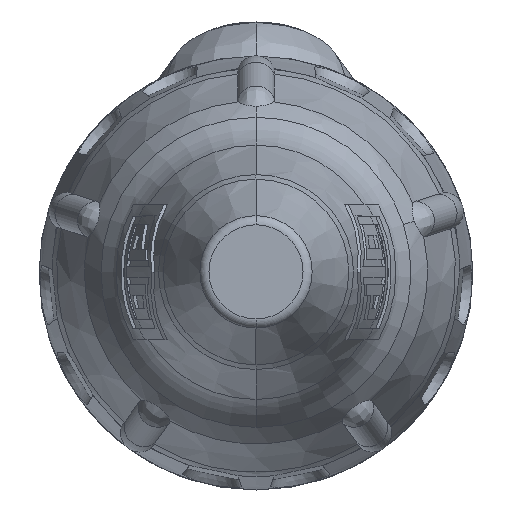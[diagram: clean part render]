
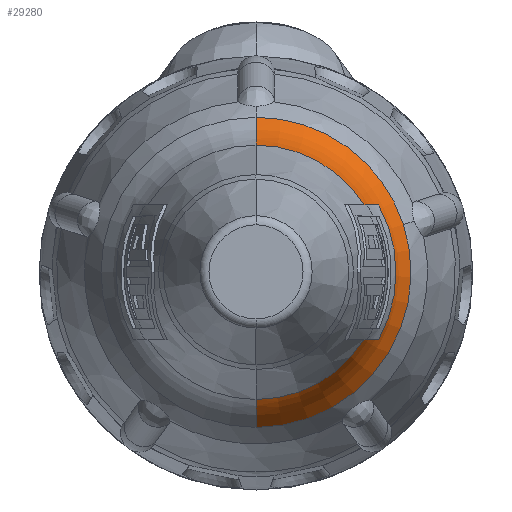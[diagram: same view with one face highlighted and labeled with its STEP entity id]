
A CAD part, top view. The second image highlights one B-rep face of the part: STEP entity #29280.
In plain terms, the highlighted toroidal (fillet/blend) face has major radius 14.426 mm and minor radius 8 mm.
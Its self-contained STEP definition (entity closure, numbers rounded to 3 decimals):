
#5362=CARTESIAN_POINT('',(0.,0.,39.566));
#5363=DIRECTION('',(0.,0.,1.));
#5364=DIRECTION('',(0.,-1.,0.));
#5365=AXIS2_PLACEMENT_3D('',#5362,#5363,#5364);
#5507=CARTESIAN_POINT('',(0.,0.,41.159));
#5508=DIRECTION('',(0.,0.,1.));
#5509=DIRECTION('',(0.87,-0.493,0.));
#5510=AXIS2_PLACEMENT_3D('',#5507,#5508,#5509);
#5512=CARTESIAN_POINT('',(5.617,3.509,42.669));
#5513=CARTESIAN_POINT('',(5.662,3.509,42.501));
#5514=CARTESIAN_POINT('',(5.764,3.509,42.166));
#5515=CARTESIAN_POINT('',(5.959,3.509,41.661));
#5516=CARTESIAN_POINT('',(6.117,3.509,41.326));
#5517=CARTESIAN_POINT('',(6.203,3.509,41.159));
#5519=CARTESIAN_POINT('',(0.,14.426,44.433));
#5520=DIRECTION('',(1.,0.,0.));
#5521=DIRECTION('',(0.,-0.975,-0.221));
#5522=AXIS2_PLACEMENT_3D('',#5519,#5520,#5521);
#5524=CARTESIAN_POINT('',(0.,0.,39.566));
#5525=DIRECTION('',(0.,0.,-1.));
#5526=DIRECTION('',(0.,1.,0.));
#5527=AXIS2_PLACEMENT_3D('',#5524,#5525,#5526);
#5529=CARTESIAN_POINT('',(0.,-14.426,44.433));
#5530=DIRECTION('',(-1.,0.,0.));
#5531=DIRECTION('',(0.,0.975,-0.221));
#5532=AXIS2_PLACEMENT_3D('',#5529,#5530,#5531);
#5534=CARTESIAN_POINT('',(6.202,-3.512,41.159));
#5535=CARTESIAN_POINT('',(6.115,-3.512,41.326));
#5536=CARTESIAN_POINT('',(5.957,-3.512,41.661));
#5537=CARTESIAN_POINT('',(5.762,-3.512,42.166));
#5538=CARTESIAN_POINT('',(5.66,-3.512,42.501));
#5539=CARTESIAN_POINT('',(5.615,-3.512,42.669));
#5906=CARTESIAN_POINT('',(5.615,-3.512,42.669));
#5908=CARTESIAN_POINT('',(0.,0.,42.669));
#5909=DIRECTION('',(0.,0.,1.));
#5910=DIRECTION('',(0.,-1.,0.));
#5911=AXIS2_PLACEMENT_3D('',#5908,#5909,#5910);
#5926=CARTESIAN_POINT('',(0.,0.,42.669));
#5927=DIRECTION('',(0.,0.,1.));
#5928=DIRECTION('',(0.848,0.53,0.));
#5929=AXIS2_PLACEMENT_3D('',#5926,#5927,#5928);
#5931=CARTESIAN_POINT('',(5.617,3.509,42.669));
#20482=VERTEX_POINT('',#5906);
#20489=VERTEX_POINT('',#5931);
#20555=CARTESIAN_POINT('',(0.,6.623,42.669));
#20556=CARTESIAN_POINT('',(0.,8.076,39.566));
#20557=VERTEX_POINT('',#20555);
#20558=VERTEX_POINT('',#20556);
#20559=CARTESIAN_POINT('',(0.,-6.623,42.669));
#20560=CARTESIAN_POINT('',(0.,-8.076,39.566));
#20561=VERTEX_POINT('',#20559);
#20562=VERTEX_POINT('',#20560);
#20575=CARTESIAN_POINT('',(7.681,2.497,39.566));
#20576=VERTEX_POINT('',#20575);
#20601=CARTESIAN_POINT('',(6.202,-3.512,
41.159));
#20602=CARTESIAN_POINT('',(6.203,3.509,41.159));
#20603=VERTEX_POINT('',#20601);
#20604=VERTEX_POINT('',#20602);
#29256=CARTESIAN_POINT('',(0.,0.,44.433));
#29257=DIRECTION('',(0.,0.,1.));
#29258=DIRECTION('',(0.,-1.,0.));
#29259=AXIS2_PLACEMENT_3D('',#29256,#29257,#29258);
#29260=TOROIDAL_SURFACE('',#29259,14.426,8.);
#29262=ORIENTED_EDGE('',*,*,#29261,.T.);
#29264=ORIENTED_EDGE('',*,*,#29263,.F.);
#29266=ORIENTED_EDGE('',*,*,#29265,.T.);
#29268=ORIENTED_EDGE('',*,*,#29267,.T.);
#29270=ORIENTED_EDGE('',*,*,#29269,.T.);
#29271=ORIENTED_EDGE('',*,*,#29162,.F.);
#29273=ORIENTED_EDGE('',*,*,#29272,.F.);
#29275=ORIENTED_EDGE('',*,*,#29274,.T.);
#29277=ORIENTED_EDGE('',*,*,#29276,.F.);
#29278=EDGE_LOOP('',(#29262,#29264,#29266,#29268,#29270,#29271,#29273,#29275,
#29277));
#29279=FACE_OUTER_BOUND('',#29278,.F.);
#5366=CIRCLE('',#5365,8.076);
#5511=CIRCLE('',#5510,7.127);
#5518=B_SPLINE_CURVE_WITH_KNOTS('',3,(#5512,#5513,#5514,#5515,#5516,#5517),
.UNSPECIFIED.,.F.,.F.,(4,1,1,4),(0.,0.333,0.667,1.),
.UNSPECIFIED.);
#5523=CIRCLE('',#5522,8.);
#5528=CIRCLE('',#5527,8.076);
#5533=CIRCLE('',#5532,8.);
#5540=B_SPLINE_CURVE_WITH_KNOTS('',3,(#5534,#5535,#5536,#5537,#5538,#5539),
.UNSPECIFIED.,.F.,.F.,(4,1,1,4),(0.,0.333,0.667,1.),
.UNSPECIFIED.);
#5912=CIRCLE('',#5911,6.623);
#5930=CIRCLE('',#5929,6.623);
#29162=EDGE_CURVE('',#20562,#20576,#5366,.T.);
#29261=EDGE_CURVE('',#20603,#20604,#5511,.T.);
#29263=EDGE_CURVE('',#20489,#20604,#5518,.T.);
#29265=EDGE_CURVE('',#20489,#20557,#5930,.T.);
#29267=EDGE_CURVE('',#20557,#20558,#5523,.T.);
#29269=EDGE_CURVE('',#20558,#20576,#5528,.T.);
#29272=EDGE_CURVE('',#20561,#20562,#5533,.T.);
#29274=EDGE_CURVE('',#20561,#20482,#5912,.T.);
#29276=EDGE_CURVE('',#20603,#20482,#5540,.T.);
#29280=ADVANCED_FACE('',(#29279),#29260,.F.);
